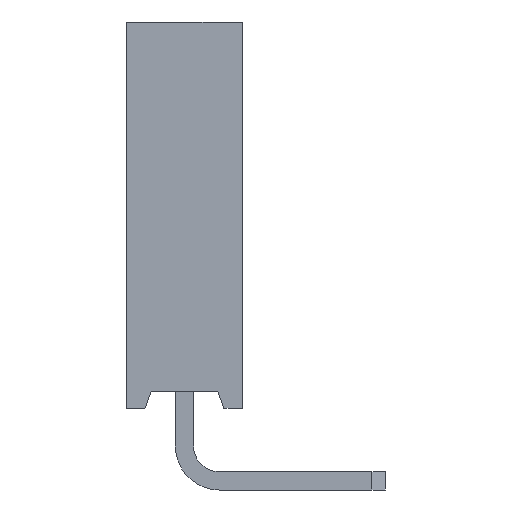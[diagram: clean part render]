
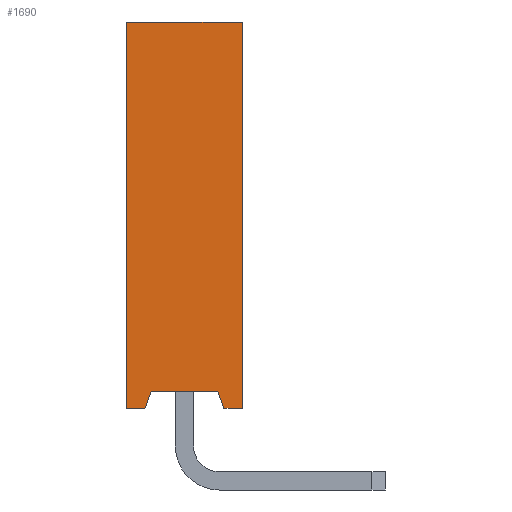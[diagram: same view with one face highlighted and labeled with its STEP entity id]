
A CAD part, left-side view. The second image highlights one B-rep face of the part: STEP entity #1690.
In plain terms, the highlighted planar face has unit normal (-1, 0, 0).
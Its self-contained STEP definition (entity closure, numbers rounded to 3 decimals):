
#20 = ORIENTED_EDGE ( 'NONE', *, *, #797, .T. ) ;
#127 = VECTOR ( 'NONE', #1513, 1000. ) ;
#131 = VERTEX_POINT ( 'NONE', #3046 ) ;
#137 = LINE ( 'NONE', #152, #3116 ) ;
#145 = EDGE_CURVE ( 'NONE', #164, #513, #528, .T. ) ;
#152 = CARTESIAN_POINT ( 'NONE',  ( -5.33, 2.54, 10.1 ) ) ;
#164 = VERTEX_POINT ( 'NONE', #2490 ) ;
#278 = VERTEX_POINT ( 'NONE', #617 ) ;
#310 = VECTOR ( 'NONE', #2556, 1000. ) ;
#386 = VECTOR ( 'NONE', #977, 1000. ) ;
#460 = AXIS2_PLACEMENT_3D ( 'NONE', #2748, #767, #1732 ) ;
#485 = FACE_OUTER_BOUND ( 'NONE', #3096, .T. ) ;
#513 = VERTEX_POINT ( 'NONE', #2959 ) ;
#528 = LINE ( 'NONE', #2723, #386 ) ;
#617 = CARTESIAN_POINT ( 'NONE',  ( -5.33, 0.4, 1.6 ) ) ;
#639 = CARTESIAN_POINT ( 'NONE',  ( -5.33, 0., 10.1 ) ) ;
#714 = VECTOR ( 'NONE', #1070, 1000. ) ;
#767 = DIRECTION ( 'NONE',  ( -1., 0., 0. ) ) ;
#797 = EDGE_CURVE ( 'NONE', #2338, #131, #2894, .T. ) ;
#851 = CARTESIAN_POINT ( 'NONE',  ( -5.33, 2.54, 10.1 ) ) ;
#885 = CARTESIAN_POINT ( 'NONE',  ( -5.33, 2.54, 1.6 ) ) ;
#977 = DIRECTION ( 'NONE',  ( 0., -1., 0. ) ) ;
#988 = ORIENTED_EDGE ( 'NONE', *, *, #3048, .T. ) ;
#1067 = LINE ( 'NONE', #2317, #310 ) ;
#1070 = DIRECTION ( 'NONE',  ( 0., -0.342, -0.94 ) ) ;
#1142 = DIRECTION ( 'NONE',  ( 0., 0., -1. ) ) ;
#1181 = CARTESIAN_POINT ( 'NONE',  ( -5.33, 0., 1.6 ) ) ;
#1215 = ORIENTED_EDGE ( 'NONE', *, *, #1590, .T. ) ;
#1245 = VERTEX_POINT ( 'NONE', #1181 ) ;
#1299 = CARTESIAN_POINT ( 'NONE',  ( -5.33, 0., 1.6 ) ) ;
#1307 = CARTESIAN_POINT ( 'NONE',  ( -5.33, 0., 10.1 ) ) ;
#1513 = DIRECTION ( 'NONE',  ( 0., 0., 1. ) ) ;
#1586 = CARTESIAN_POINT ( 'NONE',  ( -5.33, 0.4, 1.6 ) ) ;
#1590 = EDGE_CURVE ( 'NONE', #1819, #2338, #137, .T. ) ;
#1642 = ORIENTED_EDGE ( 'NONE', *, *, #1782, .T. ) ;
#1690 = ADVANCED_FACE ( 'NONE', ( #485 ), #2988, .T. ) ;
#1732 = DIRECTION ( 'NONE',  ( 0., 0., 1. ) ) ;
#1782 = EDGE_CURVE ( 'NONE', #131, #164, #1067, .T. ) ;
#1793 = VECTOR ( 'NONE', #1987, 1000. ) ;
#1818 = LINE ( 'NONE', #1307, #2954 ) ;
#1819 = VERTEX_POINT ( 'NONE', #851 ) ;
#1987 = DIRECTION ( 'NONE',  ( 0., -1., 0. ) ) ;
#2081 = ORIENTED_EDGE ( 'NONE', *, *, #145, .T. ) ;
#2128 = VECTOR ( 'NONE', #2587, 1000. ) ;
#2160 = EDGE_CURVE ( 'NONE', #278, #1245, #2829, .T. ) ;
#2210 = EDGE_CURVE ( 'NONE', #2348, #1819, #1818, .T. ) ;
#2249 = LINE ( 'NONE', #1299, #127 ) ;
#2317 = CARTESIAN_POINT ( 'NONE',  ( -5.33, 2.14, 1.6 ) ) ;
#2319 = LINE ( 'NONE', #2349, #714 ) ;
#2338 = VERTEX_POINT ( 'NONE', #885 ) ;
#2341 = DIRECTION ( 'NONE',  ( 0., 1., 0. ) ) ;
#2348 = VERTEX_POINT ( 'NONE', #639 ) ;
#2349 = CARTESIAN_POINT ( 'NONE',  ( -5.33, 0.536, 1.975 ) ) ;
#2423 = ORIENTED_EDGE ( 'NONE', *, *, #2160, .T. ) ;
#2490 = CARTESIAN_POINT ( 'NONE',  ( -5.33, 2.004, 1.975 ) ) ;
#2556 = DIRECTION ( 'NONE',  ( 0., -0.342, 0.94 ) ) ;
#2587 = DIRECTION ( 'NONE',  ( 0., -1., 0. ) ) ;
#2723 = CARTESIAN_POINT ( 'NONE',  ( -5.33, 2.004, 1.975 ) ) ;
#2748 = CARTESIAN_POINT ( 'NONE',  ( -5.33, 0., 0. ) ) ;
#2765 = ORIENTED_EDGE ( 'NONE', *, *, #2927, .T. ) ;
#2829 = LINE ( 'NONE', #1586, #2128 ) ;
#2894 = LINE ( 'NONE', #2968, #1793 ) ;
#2909 = ORIENTED_EDGE ( 'NONE', *, *, #2210, .T. ) ;
#2927 = EDGE_CURVE ( 'NONE', #1245, #2348, #2249, .T. ) ;
#2954 = VECTOR ( 'NONE', #2341, 1000. ) ;
#2959 = CARTESIAN_POINT ( 'NONE',  ( -5.33, 0.536, 1.975 ) ) ;
#2968 = CARTESIAN_POINT ( 'NONE',  ( -5.33, 2.54, 1.6 ) ) ;
#2988 = PLANE ( 'NONE',  #460 ) ;
#3046 = CARTESIAN_POINT ( 'NONE',  ( -5.33, 2.14, 1.6 ) ) ;
#3048 = EDGE_CURVE ( 'NONE', #513, #278, #2319, .T. ) ;
#3096 = EDGE_LOOP ( 'NONE', ( #2909, #1215, #20, #1642, #2081, #988, #2423, #2765 ) ) ;
#3116 = VECTOR ( 'NONE', #1142, 1000. ) ;
